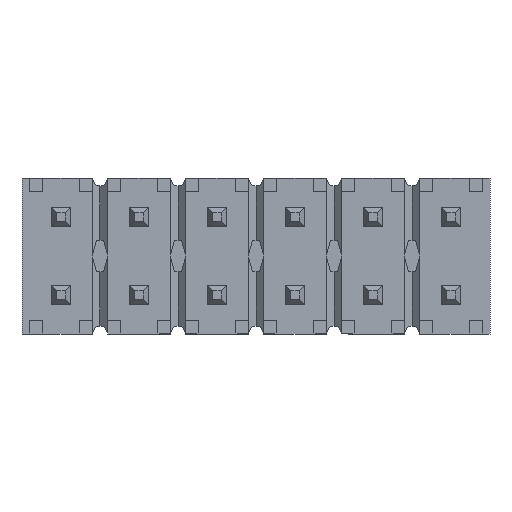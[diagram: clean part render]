
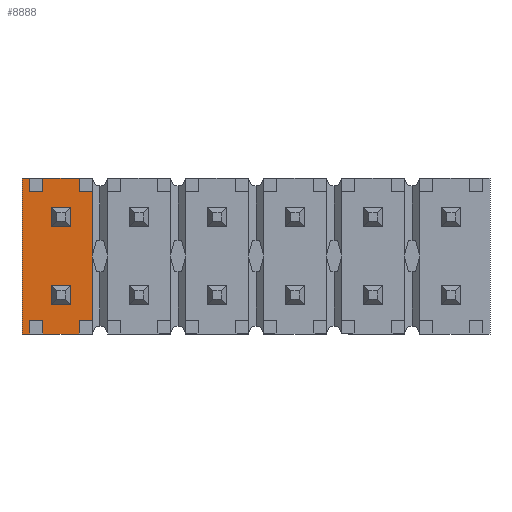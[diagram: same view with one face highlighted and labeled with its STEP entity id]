
A CAD part, front view. The second image highlights one B-rep face of the part: STEP entity #8888.
In plain terms, the highlighted planar face has unit normal (0, -1, 0).
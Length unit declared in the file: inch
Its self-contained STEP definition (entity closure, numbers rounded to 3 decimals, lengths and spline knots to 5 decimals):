
#1994=ORIENTED_EDGE('',*,*,#3438,.F.);
#1995=ORIENTED_EDGE('',*,*,#3639,.F.);
#1996=ORIENTED_EDGE('',*,*,#3445,.T.);
#1997=ORIENTED_EDGE('',*,*,#3281,.T.);
#1998=ORIENTED_EDGE('',*,*,#3442,.F.);
#1999=ORIENTED_EDGE('',*,*,#3640,.F.);
#2000=ORIENTED_EDGE('',*,*,#3211,.F.);
#2001=ORIENTED_EDGE('',*,*,#3208,.F.);
#2002=ORIENTED_EDGE('',*,*,#3641,.T.);
#2003=ORIENTED_EDGE('',*,*,#3439,.F.);
#2004=ORIENTED_EDGE('',*,*,#3222,.T.);
#2005=ORIENTED_EDGE('',*,*,#3444,.T.);
#2006=ORIENTED_EDGE('',*,*,#3642,.T.);
#2007=ORIENTED_EDGE('',*,*,#3435,.F.);
#2008=ORIENTED_EDGE('',*,*,#3218,.T.);
#2009=ORIENTED_EDGE('',*,*,#3631,.T.);
#2010=ORIENTED_EDGE('',*,*,#3285,.T.);
#2011=ORIENTED_EDGE('',*,*,#3627,.F.);
#2012=ORIENTED_EDGE('',*,*,#3594,.F.);
#2013=ORIENTED_EDGE('',*,*,#3591,.F.);
#2014=ORIENTED_EDGE('',*,*,#3588,.F.);
#2015=ORIENTED_EDGE('',*,*,#3629,.F.);
#2016=ORIENTED_EDGE('',*,*,#3604,.F.);
#2017=ORIENTED_EDGE('',*,*,#3601,.F.);
#2018=ORIENTED_EDGE('',*,*,#3598,.F.);
#3208=EDGE_CURVE('',#4200,#4196,#5186,.T.);
#3211=EDGE_CURVE('',#4196,#4202,#5189,.T.);
#3218=EDGE_CURVE('',#4207,#4206,#5196,.T.);
#3222=EDGE_CURVE('',#4211,#4210,#5200,.T.);
#3281=EDGE_CURVE('',#4250,#4249,#5259,.T.);
#3285=EDGE_CURVE('',#4254,#4253,#5263,.T.);
#3435=EDGE_CURVE('',#4207,#4339,#5413,.T.);
#3438=EDGE_CURVE('',#4340,#4253,#5416,.T.);
#3439=EDGE_CURVE('',#4211,#4341,#5417,.T.);
#3442=EDGE_CURVE('',#4342,#4249,#5420,.T.);
#3444=EDGE_CURVE('',#4210,#4343,#5422,.T.);
#3445=EDGE_CURVE('',#4344,#4250,#5423,.T.);
#3588=EDGE_CURVE('',#4446,#4447,#5566,.T.);
#3591=EDGE_CURVE('',#4447,#4449,#5569,.T.);
#3594=EDGE_CURVE('',#4449,#4451,#5572,.T.);
#3598=EDGE_CURVE('',#4454,#4455,#5576,.T.);
#3601=EDGE_CURVE('',#4455,#4457,#5579,.T.);
#3604=EDGE_CURVE('',#4457,#4459,#5582,.T.);
#3627=EDGE_CURVE('',#4451,#4446,#5605,.T.);
#3629=EDGE_CURVE('',#4459,#4454,#5607,.T.);
#3631=EDGE_CURVE('',#4206,#4254,#5609,.T.);
#3639=EDGE_CURVE('',#4344,#4340,#5617,.T.);
#3640=EDGE_CURVE('',#4202,#4342,#5618,.T.);
#3641=EDGE_CURVE('',#4200,#4341,#5619,.T.);
#3642=EDGE_CURVE('',#4343,#4339,#5620,.T.);
#4196=VERTEX_POINT('',#13184);
#4200=VERTEX_POINT('',#13192);
#4202=VERTEX_POINT('',#13199);
#4206=VERTEX_POINT('',#13210);
#4207=VERTEX_POINT('',#13212);
#4210=VERTEX_POINT('',#13218);
#4211=VERTEX_POINT('',#13220);
#4249=VERTEX_POINT('',#13322);
#4250=VERTEX_POINT('',#13324);
#4253=VERTEX_POINT('',#13330);
#4254=VERTEX_POINT('',#13332);
#4339=VERTEX_POINT('',#13619);
#4340=VERTEX_POINT('',#13623);
#4341=VERTEX_POINT('',#13627);
#4342=VERTEX_POINT('',#13631);
#4343=VERTEX_POINT('',#13635);
#4344=VERTEX_POINT('',#13639);
#4446=VERTEX_POINT('',#13934);
#4447=VERTEX_POINT('',#13936);
#4449=VERTEX_POINT('',#13942);
#4451=VERTEX_POINT('',#13948);
#4454=VERTEX_POINT('',#13955);
#4455=VERTEX_POINT('',#13957);
#4457=VERTEX_POINT('',#13963);
#4459=VERTEX_POINT('',#13969);
#5186=LINE('',#13193,#6412);
#5189=LINE('',#13198,#6415);
#5196=LINE('',#13211,#6422);
#5200=LINE('',#13219,#6426);
#5259=LINE('',#13323,#6485);
#5263=LINE('',#13331,#6489);
#5413=LINE('',#13618,#6639);
#5416=LINE('',#13624,#6642);
#5417=LINE('',#13626,#6643);
#5420=LINE('',#13632,#6646);
#5422=LINE('',#13636,#6648);
#5423=LINE('',#13638,#6649);
#5566=LINE('',#13935,#6792);
#5569=LINE('',#13941,#6795);
#5572=LINE('',#13947,#6798);
#5576=LINE('',#13956,#6802);
#5579=LINE('',#13962,#6805);
#5582=LINE('',#13968,#6808);
#5605=LINE('',#14004,#6831);
#5607=LINE('',#14007,#6833);
#5609=LINE('',#14010,#6835);
#5617=LINE('',#14027,#6843);
#5618=LINE('',#14028,#6844);
#5619=LINE('',#14029,#6845);
#5620=LINE('',#14030,#6846);
#6412=VECTOR('',#10748,39.37008);
#6415=VECTOR('',#10753,39.37008);
#6422=VECTOR('',#10762,39.37008);
#6426=VECTOR('',#10766,39.37008);
#6485=VECTOR('',#10837,39.37008);
#6489=VECTOR('',#10841,39.37008);
#6639=VECTOR('',#11095,39.37008);
#6642=VECTOR('',#11100,39.37008);
#6643=VECTOR('',#11103,39.37008);
#6646=VECTOR('',#11108,39.37008);
#6648=VECTOR('',#11112,39.37008);
#6649=VECTOR('',#11115,39.37008);
#6792=VECTOR('',#11360,39.37008);
#6795=VECTOR('',#11365,39.37008);
#6798=VECTOR('',#11370,39.37008);
#6802=VECTOR('',#11376,39.37008);
#6805=VECTOR('',#11381,39.37008);
#6808=VECTOR('',#11386,39.37008);
#6831=VECTOR('',#11431,39.37008);
#6833=VECTOR('',#11435,39.37008);
#6835=VECTOR('',#11439,39.37008);
#6843=VECTOR('',#11465,39.37008);
#6844=VECTOR('',#11466,39.37008);
#6845=VECTOR('',#11467,39.37008);
#6846=VECTOR('',#11468,39.37008);
#7354=EDGE_LOOP('',(#1994,#1995,#1996,#1997,#1998,#1999,#2000,#2001,#2002,
#2003,#2004,#2005,#2006,#2007,#2008,#2009,#2010));
#7355=EDGE_LOOP('',(#2011,#2012,#2013,#2014));
#7356=EDGE_LOOP('',(#2015,#2016,#2017,#2018));
#7894=FACE_BOUND('',#7354,.T.);
#7895=FACE_BOUND('',#7355,.T.);
#7896=FACE_BOUND('',#7356,.T.);
#8396=PLANE('',#9407);
#8888=ADVANCED_FACE('',(#7894,#7895,#7896),#8396,.T.);
#9407=AXIS2_PLACEMENT_3D('',#14026,#11463,#11464);
#10748=DIRECTION('',(0.,0.,-1.));
#10753=DIRECTION('',(0.,0.,-1.));
#10762=DIRECTION('',(-1.,0.,0.));
#10766=DIRECTION('',(-1.,0.,0.));
#10837=DIRECTION('',(1.,0.,0.));
#10841=DIRECTION('',(1.,0.,0.));
#11095=DIRECTION('',(0.,0.,-1.));
#11100=DIRECTION('',(0.,0.,-1.));
#11103=DIRECTION('',(0.,0.,-1.));
#11108=DIRECTION('',(0.,0.,-1.));
#11112=DIRECTION('',(0.,0.,-1.));
#11115=DIRECTION('',(0.,0.,-1.));
#11360=DIRECTION('',(1.,0.,0.));
#11365=DIRECTION('',(0.,0.,1.));
#11370=DIRECTION('',(-1.,0.,0.));
#11376=DIRECTION('',(1.,0.,0.));
#11381=DIRECTION('',(0.,0.,1.));
#11386=DIRECTION('',(-1.,0.,0.));
#11431=DIRECTION('',(0.,0.,-1.));
#11435=DIRECTION('',(0.,0.,-1.));
#11439=DIRECTION('',(0.,0.,-1.));
#11463=DIRECTION('',(0.,-1.,0.));
#11464=DIRECTION('',(0.,0.,-1.));
#11465=DIRECTION('',(-1.,0.,0.));
#11466=DIRECTION('',(-1.,0.,0.));
#11467=DIRECTION('',(-1.,0.,0.));
#11468=DIRECTION('',(-1.,0.,0.));
#13184=CARTESIAN_POINT('',(-0.21,0.02,0.));
#13192=CARTESIAN_POINT('',(-0.21,0.02,0.083));
#13193=CARTESIAN_POINT('',(-0.21,0.02,0.6));
#13198=CARTESIAN_POINT('',(-0.21,0.02,0.6));
#13199=CARTESIAN_POINT('',(-0.21,0.02,-0.083));
#13210=CARTESIAN_POINT('',(-0.3,0.02,0.1));
#13211=CARTESIAN_POINT('',(-0.3,0.02,0.1));
#13212=CARTESIAN_POINT('',(-0.29012,0.02,0.1));
#13218=CARTESIAN_POINT('',(-0.27312,0.02,0.1));
#13219=CARTESIAN_POINT('',(-0.3,0.02,0.1));
#13220=CARTESIAN_POINT('',(-0.22688,0.02,0.1));
#13322=CARTESIAN_POINT('',(-0.22688,0.02,-0.1));
#13323=CARTESIAN_POINT('',(0.3,0.02,-0.1));
#13324=CARTESIAN_POINT('',(-0.27312,0.02,-0.1));
#13330=CARTESIAN_POINT('',(-0.29012,0.02,-0.1));
#13331=CARTESIAN_POINT('',(0.3,0.02,-0.1));
#13332=CARTESIAN_POINT('',(-0.3,0.02,-0.1));
#13618=CARTESIAN_POINT('',(-0.29012,0.02,0.2));
#13619=CARTESIAN_POINT('',(-0.29012,0.02,0.083));
#13623=CARTESIAN_POINT('',(-0.29012,0.02,-0.083));
#13624=CARTESIAN_POINT('',(-0.29012,0.02,0.2));
#13626=CARTESIAN_POINT('',(-0.22688,0.02,0.2));
#13627=CARTESIAN_POINT('',(-0.22688,0.02,0.083));
#13631=CARTESIAN_POINT('',(-0.22688,0.02,-0.083));
#13632=CARTESIAN_POINT('',(-0.22688,0.02,0.2));
#13635=CARTESIAN_POINT('',(-0.27312,0.02,0.083));
#13636=CARTESIAN_POINT('',(-0.27312,0.02,0.2));
#13638=CARTESIAN_POINT('',(-0.27312,0.02,0.2));
#13639=CARTESIAN_POINT('',(-0.27312,0.02,-0.083));
#13934=CARTESIAN_POINT('',(-0.2625,0.02,0.0375));
#13935=CARTESIAN_POINT('',(-0.2375,0.02,0.0375));
#13936=CARTESIAN_POINT('',(-0.2375,0.02,0.0375));
#13941=CARTESIAN_POINT('',(-0.2375,0.02,0.0625));
#13942=CARTESIAN_POINT('',(-0.2375,0.02,0.0625));
#13947=CARTESIAN_POINT('',(-0.2625,0.02,0.0625));
#13948=CARTESIAN_POINT('',(-0.2625,0.02,0.0625));
#13955=CARTESIAN_POINT('',(-0.2625,0.02,-0.0625));
#13956=CARTESIAN_POINT('',(-0.2375,0.02,-0.0625));
#13957=CARTESIAN_POINT('',(-0.2375,0.02,-0.0625));
#13962=CARTESIAN_POINT('',(-0.2375,0.02,-0.0375));
#13963=CARTESIAN_POINT('',(-0.2375,0.02,-0.0375));
#13968=CARTESIAN_POINT('',(-0.2625,0.02,-0.0375));
#13969=CARTESIAN_POINT('',(-0.2625,0.02,-0.0375));
#14004=CARTESIAN_POINT('',(-0.2625,0.02,0.0375));
#14007=CARTESIAN_POINT('',(-0.2625,0.02,-0.0625));
#14010=CARTESIAN_POINT('',(-0.3,0.02,-0.1));
#14026=CARTESIAN_POINT('',(-0.29012,0.02,0.2));
#14027=CARTESIAN_POINT('',(0.6,0.02,-0.083));
#14028=CARTESIAN_POINT('',(0.6,0.02,-0.083));
#14029=CARTESIAN_POINT('',(0.6,0.02,0.083));
#14030=CARTESIAN_POINT('',(0.6,0.02,0.083));
